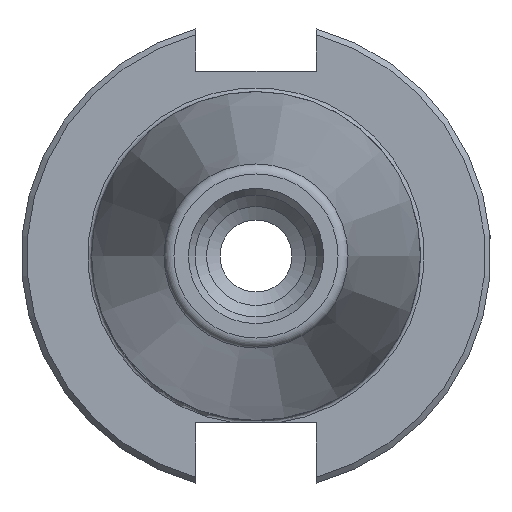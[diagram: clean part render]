
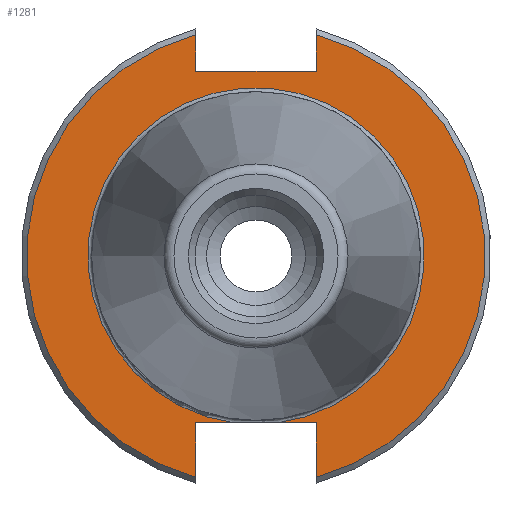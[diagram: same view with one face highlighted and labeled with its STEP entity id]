
A CAD part, left-side view. The second image highlights one B-rep face of the part: STEP entity #1281.
In plain terms, the highlighted planar face has unit normal (-1, 0, 0).
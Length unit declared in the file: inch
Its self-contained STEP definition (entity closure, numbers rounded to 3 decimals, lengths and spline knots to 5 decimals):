
#111=LINE('',#1931,#161);
#122=LINE('',#2056,#172);
#127=LINE('',#2078,#177);
#130=LINE('',#2103,#180);
#131=LINE('',#2104,#181);
#132=LINE('',#2106,#182);
#133=LINE('',#2108,#183);
#161=VECTOR('',#1533,0.64);
#172=VECTOR('',#1628,0.28929);
#177=VECTOR('',#1643,0.28929);
#180=VECTOR('',#1654,0.20828);
#181=VECTOR('',#1655,0.19429);
#182=VECTOR('',#1656,0.19429);
#183=VECTOR('',#1659,0.20828);
#216=PLANE('',#1400);
#333=FACE_OUTER_BOUND('',#440,.T.);
#440=EDGE_LOOP('',(#986,#987,#988,#989,#990,#991,#992,#993,#994,#995));
#536=CIRCLE('',#1364,0.895);
#553=CIRCLE('',#1399,1.22);
#554=CIRCLE('',#1401,1.22);
#606=VERTEX_POINT('',#1928);
#607=VERTEX_POINT('',#1930);
#617=VERTEX_POINT('',#1967);
#618=VERTEX_POINT('',#1968);
#642=VERTEX_POINT('',#2051);
#643=VERTEX_POINT('',#2055);
#648=VERTEX_POINT('',#2075);
#649=VERTEX_POINT('',#2077);
#655=VERTEX_POINT('',#2097);
#656=VERTEX_POINT('',#2105);
#732=EDGE_CURVE('',#607,#606,#111,.T.);
#744=EDGE_CURVE('',#617,#618,#536,.T.);
#772=EDGE_CURVE('',#643,#642,#122,.T.);
#781=EDGE_CURVE('',#649,#648,#127,.T.);
#789=EDGE_CURVE('',#655,#642,#553,.T.);
#790=EDGE_CURVE('',#617,#643,#130,.T.);
#791=EDGE_CURVE('',#655,#607,#131,.T.);
#792=EDGE_CURVE('',#606,#656,#132,.T.);
#793=EDGE_CURVE('',#649,#656,#554,.T.);
#794=EDGE_CURVE('',#648,#618,#133,.T.);
#986=ORIENTED_EDGE('',*,*,#744,.F.);
#987=ORIENTED_EDGE('',*,*,#790,.T.);
#988=ORIENTED_EDGE('',*,*,#772,.T.);
#989=ORIENTED_EDGE('',*,*,#789,.F.);
#990=ORIENTED_EDGE('',*,*,#791,.T.);
#991=ORIENTED_EDGE('',*,*,#732,.T.);
#992=ORIENTED_EDGE('',*,*,#792,.T.);
#993=ORIENTED_EDGE('',*,*,#793,.F.);
#994=ORIENTED_EDGE('',*,*,#781,.T.);
#995=ORIENTED_EDGE('',*,*,#794,.T.);
#1281=ADVANCED_FACE('',(#333),#216,.T.);
#1364=AXIS2_PLACEMENT_3D('',#1979,#1563,#1564);
#1399=AXIS2_PLACEMENT_3D('',#2101,#1650,#1651);
#1400=AXIS2_PLACEMENT_3D('',#2102,#1652,#1653);
#1401=AXIS2_PLACEMENT_3D('',#2107,#1657,#1658);
#1533=DIRECTION('',(0.,1.,0.));
#1563=DIRECTION('center_axis',(-1.,0.,0.));
#1564=DIRECTION('ref_axis',(0.,-1.,0.));
#1628=DIRECTION('',(0.,0.,-1.));
#1643=DIRECTION('',(0.,0.,1.));
#1650=DIRECTION('center_axis',(1.,0.,0.));
#1651=DIRECTION('ref_axis',(0.,-1.,0.));
#1652=DIRECTION('center_axis',(-1.,0.,0.));
#1653=DIRECTION('ref_axis',(0.,0.,1.));
#1654=DIRECTION('',(0.,-1.,0.));
#1655=DIRECTION('',(0.,0.,-1.));
#1656=DIRECTION('',(0.,0.,1.));
#1657=DIRECTION('center_axis',(1.,0.,0.));
#1658=DIRECTION('ref_axis',(0.,1.,0.));
#1659=DIRECTION('',(0.,-1.,0.));
#1928=CARTESIAN_POINT('',(0.125,0.32,0.983));
#1930=CARTESIAN_POINT('',(0.125,-0.32,0.983));
#1931=CARTESIAN_POINT('',(0.125,0.53125,0.983));
#1967=CARTESIAN_POINT('',(0.125,-0.11172,-0.888));
#1968=CARTESIAN_POINT('',(0.125,0.11172,-0.888));
#1979=CARTESIAN_POINT('Origin',(0.125,0.,0.));
#2051=CARTESIAN_POINT('',(0.125,-0.32,-1.17729));
#2055=CARTESIAN_POINT('',(0.125,-0.32,-0.888));
#2056=CARTESIAN_POINT('',(0.125,-0.32,-0.444));
#2075=CARTESIAN_POINT('',(0.125,0.32,-0.888));
#2077=CARTESIAN_POINT('',(0.125,0.32,-1.17729));
#2078=CARTESIAN_POINT('',(0.125,0.32,-0.444));
#2097=CARTESIAN_POINT('',(0.125,-0.32,1.17729));
#2101=CARTESIAN_POINT('Origin',(0.125,0.,0.));
#2102=CARTESIAN_POINT('Origin',(0.125,1.0625,0.));
#2103=CARTESIAN_POINT('',(0.125,0.53125,-0.888));
#2104=CARTESIAN_POINT('',(0.125,-0.32,0.4915));
#2105=CARTESIAN_POINT('',(0.125,0.32,1.17729));
#2106=CARTESIAN_POINT('',(0.125,0.32,0.4915));
#2107=CARTESIAN_POINT('Origin',(0.125,0.,0.));
#2108=CARTESIAN_POINT('',(0.125,0.53125,-0.888));
